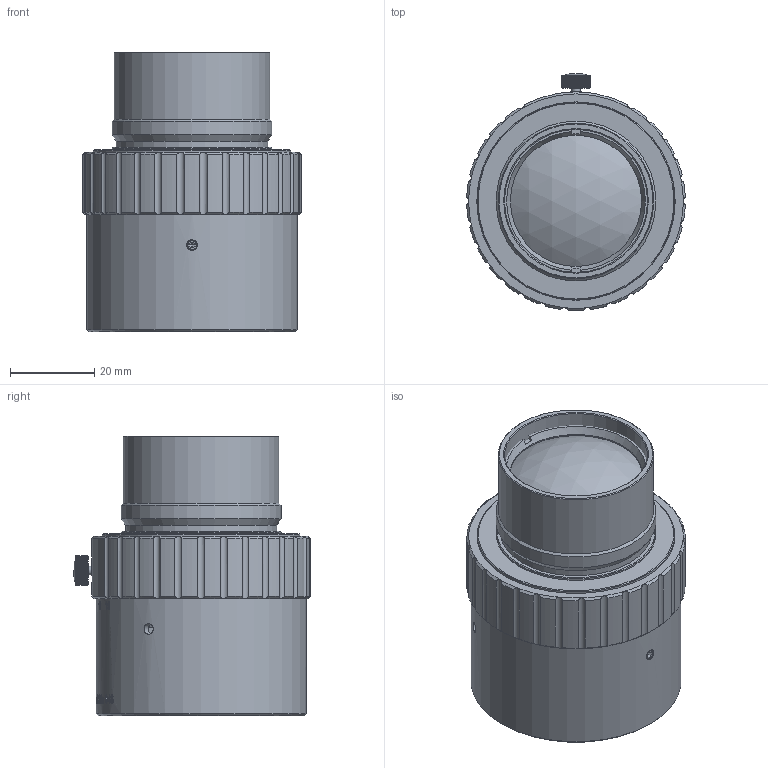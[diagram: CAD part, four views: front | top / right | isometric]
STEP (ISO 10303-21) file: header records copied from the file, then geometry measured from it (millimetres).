
FILE_DESCRIPTION(/* description */ (''),/* implementation_level */ '2;1');
FILE_NAME(/* name */ 'LS6056A.stp',/* time_stamp */ '2019-05-07T15:40:44+08:00',/* author */ (''),/* organization */ (''),/* preprocessor_version */ 'ST-DEVELOPER v11',/* originating_system */ 'SIEMENS PLM Software NX 7.5',/* authorisation */ '');
FILE_SCHEMA (('CONFIG_CONTROL_DESIGN'));
Length unit declared in the file: millimetre
Products named in the file (12): LS6056A-LENS1; nut_m2.5x2.5; manual_nut_m2.5; LS6056A-LENS8; LS6056-STOPPER5; LS6056-STOPPER1; LS6056-CONE4; LS6056-CONE3; LS6056-CONE2; LS6056-CONE1; LS6056-0.04-ASSY_stp; _LS6056A-all_stp
Assembly tree (11 placements, depth 2):
  _LS6056A-all_stp
    LS6056-0.04-ASSY_stp
    LS6056-CONE1
    LS6056-CONE2
    LS6056-CONE3
    LS6056-CONE4
    LS6056-STOPPER1
    LS6056-STOPPER5
    LS6056A-LENS8
    manual_nut_m2.5
    nut_m2.5x2.5
    LS6056A-LENS1
Bounding box: 51.97 x 56.34 x 66.56 mm (x, y, z)
Volume: 68574.9 mm3; surface area: 47947 mm2
Topology: 10 solids, 10 shells, 1026 faces, 2689 edges, 1778 vertices
Faces by surface type: plane 409, cylinder 282, extrusion 212, cone 114, sphere 5, bspline 4
Full cylindrical faces by diameter (mm): 2.05 x1, 2.5 x10, 17.4 x2, 20 x1, 21 x1, 24 x2, 25 x1, 25.2 x1, 26 x1, 26.2 x1, 27 x1, 30 x1, 30.8 x1, 31 x2, 31.2 x1, 32 x1, 32.2 x1, 32.6 x2, 34 x3, 35 x2, 35.2 x1, 36 x1, 37 x1, 38 x4, 38.9 x1, 39 x2, 43 x2, 44 x2, 44.2 x1, 45.9 x1
Entity records: 42497 total; most frequent: CARTESIAN_POINT 17198, ORIENTED_EDGE 5056, DIRECTION 4483, EDGE_CURVE 2528, VERTEX_POINT 1725, AXIS2_PLACEMENT_3D 1649, EDGE_LOOP 1261, VECTOR 1185
